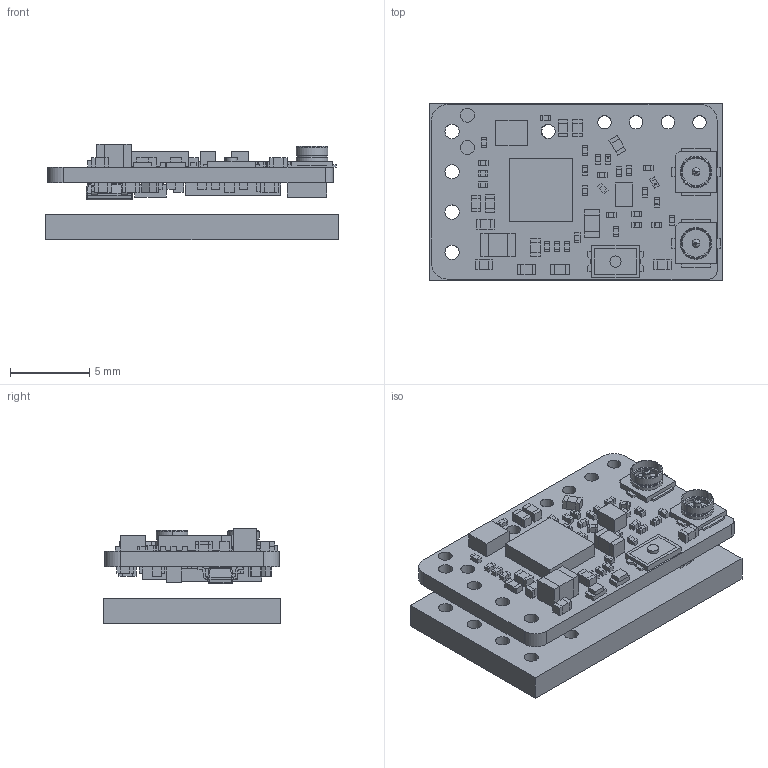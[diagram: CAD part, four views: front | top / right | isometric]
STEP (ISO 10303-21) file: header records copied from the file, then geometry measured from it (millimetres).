
FILE_DESCRIPTION(('Open CASCADE Model'),'2;1');
FILE_NAME('Open CASCADE Shape Model','2021-10-21T12:57:34',('Author'),( 'Open CASCADE'),'Open CASCADE STEP processor 6.8','Open CASCADE 6.8' ,'Unknown');
FILE_SCHEMA(('AUTOMOTIVE_DESIGN { 1 0 10303 214 1 1 1 1 }'));
Length unit declared in the file: millimetre
Products named in the file (196): PCB; Board; Open CASCADE STEP translator 6.8 2.1.1; U1; XFNanoRx2G4v1.1; Open_CASCADE_STEP_translator_6.8_1.1.1; C12; 8400488768; Extruded; 8400488528; U2; 8400486848; X1; MCRF; C14; 8400490688; 8400485408; C21; R2; 6507886864; 8400488288; R1; R211; 6509948656; 8399580064; U200; 8399569424; R52; 8399580624; 8399580464; 8399580304; Y210; 8399571424; U210; 8399577584; L5; 8400486688; 8400486368; 8400482768; Cylinder ...
Assembly tree (359 placements, depth 6):
  PCB
    Board
      Open CASCADE STEP translator 6.8 2.1.1
    U1
      XFNanoRx2G4v1.1
        Board
          Open_CASCADE_STEP_translator_6.8_1.1.1
        C12
          8400488768  x2
            Extruded
          8400488528
            Extruded
        U2
          8400486848
            Extruded
        X1
          MCRF
        C14
          8400490688
            Extruded
          8400485408  x2
            Extruded
        C21
          8400490688
            Extruded
          8400485408  x2
            Extruded
        R2
          6507886864  x2
            Extruded
          8400488288
            Extruded
        R1
          6507886864  x2
            Extruded
          8400488288
            Extruded
        R211
          6509948656  x2
            Extruded
          8399580064
            Extruded
        U200
          8399569424
            Extruded
        R52
          8399580624
            Extruded
          8399580464
            Extruded
          8399580304
            Extruded
        Y210
          8399571424
            Extruded
        U210
          8399577584
            Extruded
        L5
          8400486688
Bounding box: 18.41 x 11.18 x 6.04 mm (x, y, z)
Volume: 597.5 mm3; surface area: 1570.4 mm2
Topology: 225 solids, 225 shells, 1538 faces, 3182 edges, 2100 vertices
Faces by surface type: plane 1402, cylinder 104, cone 20, sphere 8, revolution 4
Full cylindrical faces by diameter (mm): 0.1 x6, 0.7 x1, 0.85 x8, 0.889 x3, 0.9 x14
Entity records: 18323 total; most frequent: DIRECTION 2819, CARTESIAN_POINT 2665, ORIENTED_EDGE 2054, EDGE_CURVE 1027, AXIS2_PLACEMENT_3D 974, LINE 869, VECTOR 869, VERTEX_POINT 670
